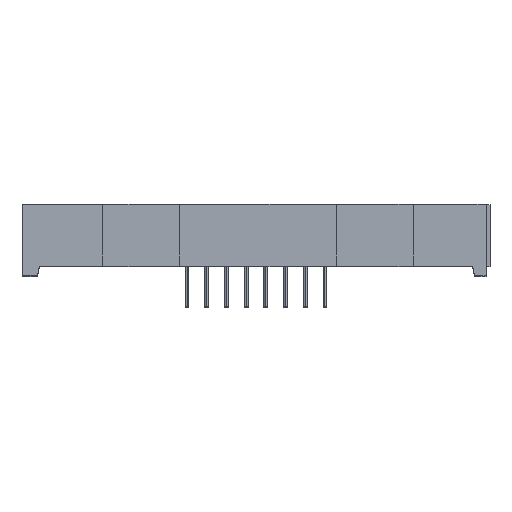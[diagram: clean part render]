
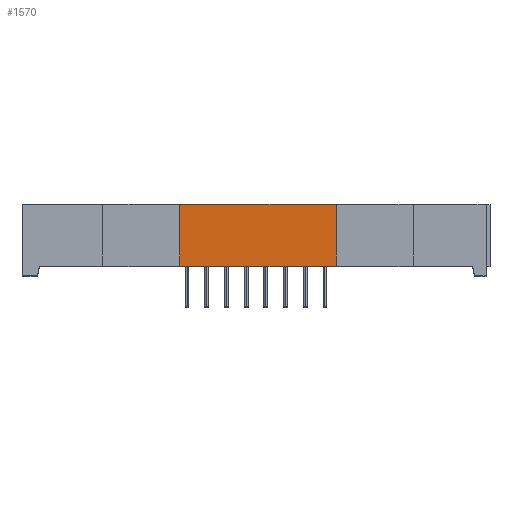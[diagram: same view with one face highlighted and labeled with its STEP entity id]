
A CAD part, top view. The second image highlights one B-rep face of the part: STEP entity #1570.
In plain terms, the highlighted planar face has unit normal (0, 0, 1).
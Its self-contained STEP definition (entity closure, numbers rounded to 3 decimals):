
#379 = VERTEX_POINT ( 'NONE', #1069 ) ;
#380 = VERTEX_POINT ( 'NONE', #1070 ) ;
#703 = ORIENTED_EDGE ( 'NONE', *, *, #17391, .T. ) ;
#704 = ORIENTED_EDGE ( 'NONE', *, *, #17468, .T. ) ;
#705 = ORIENTED_EDGE ( 'NONE', *, *, #1735, .T. ) ;
#706 = ORIENTED_EDGE ( 'NONE', *, *, #1736, .F. ) ;
#1069 = CARTESIAN_POINT ( 'NONE',  ( -9.85, 4.6, 30.15 ) ) ;
#1070 = CARTESIAN_POINT ( 'NONE',  ( 10.35, 4.6, 30.15 ) ) ;
#1570 = ADVANCED_FACE ( 'NONE', ( #3232 ), #3568, .F. ) ;
#1735 = EDGE_CURVE ( 'NONE', #18681, #380, #4286, .T. ) ;
#1736 = EDGE_CURVE ( 'NONE', #18682, #379, #4289, .T. ) ;
#2113 = VECTOR ( 'NONE', #4288, 1000. ) ;
#2114 = VECTOR ( 'NONE', #4291, 1000. ) ;
#3232 = FACE_OUTER_BOUND ( 'NONE', #17869, .T. ) ;
#3568 = PLANE ( 'NONE',  #6446 ) ;
#3569 = CARTESIAN_POINT ( 'NONE',  ( 30.15, 0., 30.15 ) ) ;
#3570 = DIRECTION ( 'NONE',  ( 0., 0., -1. ) ) ;
#3571 = DIRECTION ( 'NONE',  ( -1., 0., 0. ) ) ;
#4286 = LINE ( 'NONE', #4287, #2113 ) ;
#4287 = CARTESIAN_POINT ( 'NONE',  ( 10.35, -8.6, 30.15 ) ) ;
#4288 = DIRECTION ( 'NONE',  ( 0., 1., 0. ) ) ;
#4289 = LINE ( 'NONE', #4290, #2114 ) ;
#4290 = CARTESIAN_POINT ( 'NONE',  ( -9.85, 0., 30.15 ) ) ;
#4291 = DIRECTION ( 'NONE',  ( 0., 1., 0. ) ) ;
#6446 = AXIS2_PLACEMENT_3D ( 'NONE', #3569, #3570, #3571 ) ;
#14559 = VECTOR ( 'NONE', #15967, 1000. ) ;
#15965 = LINE ( 'NONE', #15966, #14559 ) ;
#15966 = CARTESIAN_POINT ( 'NONE',  ( 30.15, 4.6, 30.15 ) ) ;
#15967 = DIRECTION ( 'NONE',  ( -1., 0., 0. ) ) ;
#16196 = LINE ( 'NONE', #16197, #16965 ) ;
#16197 = CARTESIAN_POINT ( 'NONE',  ( 0., -3.35, 30.15 ) ) ;
#16198 = DIRECTION ( 'NONE',  ( 1., 0., 0. ) ) ;
#16830 = CARTESIAN_POINT ( 'NONE',  ( 10.35, -3.35, 30.15 ) ) ;
#16831 = CARTESIAN_POINT ( 'NONE',  ( -9.85, -3.35, 30.15 ) ) ;
#16965 = VECTOR ( 'NONE', #16198, 1000. ) ;
#17391 = EDGE_CURVE ( 'NONE', #380, #379, #15965, .T. ) ;
#17468 = EDGE_CURVE ( 'NONE', #18682, #18681, #16196, .T. ) ;
#17869 = EDGE_LOOP ( 'NONE', ( #704, #705, #703, #706 ) ) ;
#18681 = VERTEX_POINT ( 'NONE', #16830 ) ;
#18682 = VERTEX_POINT ( 'NONE', #16831 ) ;
